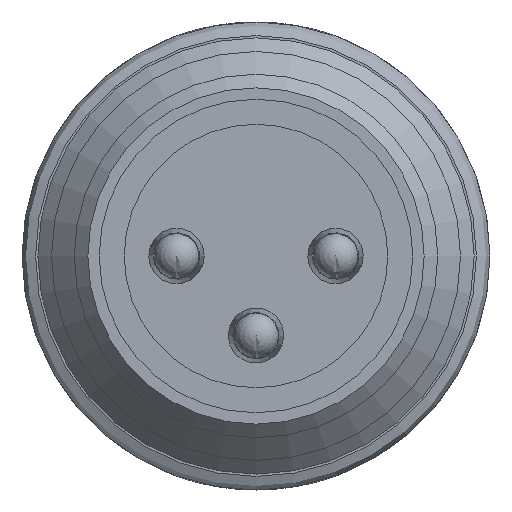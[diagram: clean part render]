
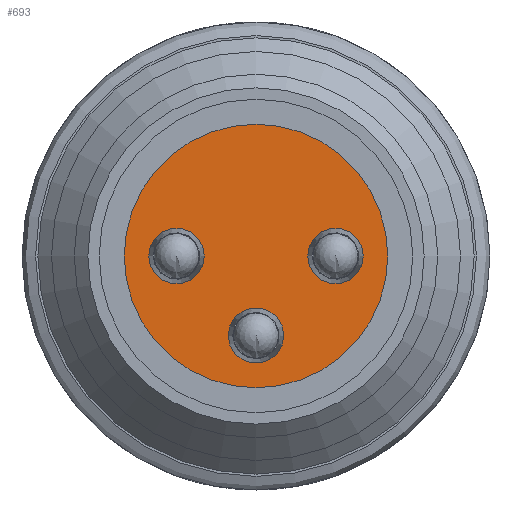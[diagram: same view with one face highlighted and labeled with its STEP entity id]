
A CAD part, left-side view. The second image highlights one B-rep face of the part: STEP entity #693.
In plain terms, the highlighted planar face has unit normal (-1, 0, 0).
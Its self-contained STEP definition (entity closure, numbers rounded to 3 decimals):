
#291=PLANE('',#3934);
#693=ADVANCED_FACE('',(#901,#902,#903,#904),#291,.T.);
#901=FACE_BOUND('',#1232,.T.);
#902=FACE_BOUND('',#1233,.T.);
#903=FACE_BOUND('',#1234,.T.);
#904=FACE_BOUND('',#1235,.T.);
#1232=EDGE_LOOP('',(#2106));
#1233=EDGE_LOOP('',(#2107));
#1234=EDGE_LOOP('',(#2108));
#1235=EDGE_LOOP('',(#2109));
#2106=ORIENTED_EDGE('',*,*,#2899,.F.);
#2107=ORIENTED_EDGE('',*,*,#2898,.T.);
#2108=ORIENTED_EDGE('',*,*,#2897,.T.);
#2109=ORIENTED_EDGE('',*,*,#2896,.T.);
#2454=VERTEX_POINT('',#8035);
#2455=VERTEX_POINT('',#8038);
#2456=VERTEX_POINT('',#8041);
#2457=VERTEX_POINT('',#8044);
#2896=EDGE_CURVE('',#2454,#2454,#3181,.T.);
#2897=EDGE_CURVE('',#2455,#2455,#3182,.T.);
#2898=EDGE_CURVE('',#2456,#2456,#3183,.T.);
#2899=EDGE_CURVE('',#2457,#2457,#3184,.T.);
#3181=CIRCLE('',#3927,0.613);
#3182=CIRCLE('',#3929,0.613);
#3183=CIRCLE('',#3931,0.613);
#3184=CIRCLE('',#3933,2.9);
#3927=AXIS2_PLACEMENT_3D('',#8034,#4864,#4865);
#3929=AXIS2_PLACEMENT_3D('',#8037,#4868,#4869);
#3931=AXIS2_PLACEMENT_3D('',#8040,#4872,#4873);
#3933=AXIS2_PLACEMENT_3D('',#8043,#4876,#4877);
#3934=AXIS2_PLACEMENT_3D('',#8045,#4878,#4879);
#4864=DIRECTION('',(1.,0.,0.));
#4865=DIRECTION('',(0.,1.,0.));
#4868=DIRECTION('',(1.,0.,0.));
#4869=DIRECTION('',(0.,1.,0.));
#4872=DIRECTION('',(1.,0.,0.));
#4873=DIRECTION('',(0.,1.,0.));
#4876=DIRECTION('',(1.,0.,0.));
#4877=DIRECTION('',(0.,-1.,0.));
#4878=DIRECTION('',(-1.,0.,0.));
#4879=DIRECTION('',(0.,1.,0.));
#8034=CARTESIAN_POINT('',(40.9,51.75,0.));
#8035=CARTESIAN_POINT('',(40.9,52.362,0.));
#8037=CARTESIAN_POINT('',(40.9,48.25,0.));
#8038=CARTESIAN_POINT('',(40.9,48.862,0.));
#8040=CARTESIAN_POINT('',(40.9,50.,-1.75));
#8041=CARTESIAN_POINT('',(40.9,50.612,-1.75));
#8043=CARTESIAN_POINT('',(40.9,50.,0.));
#8044=CARTESIAN_POINT('',(40.9,47.1,0.));
#8045=CARTESIAN_POINT('',(40.9,50.,0.));
